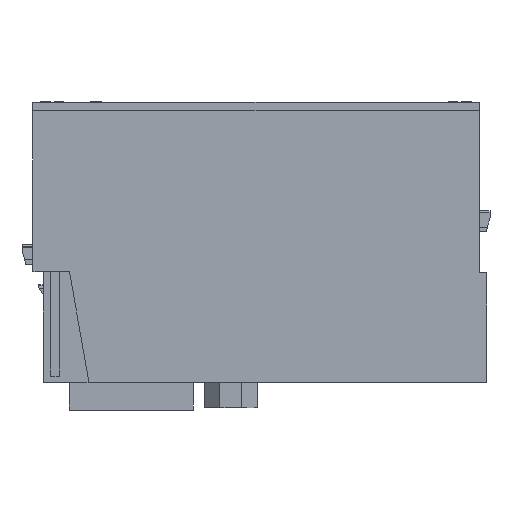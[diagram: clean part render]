
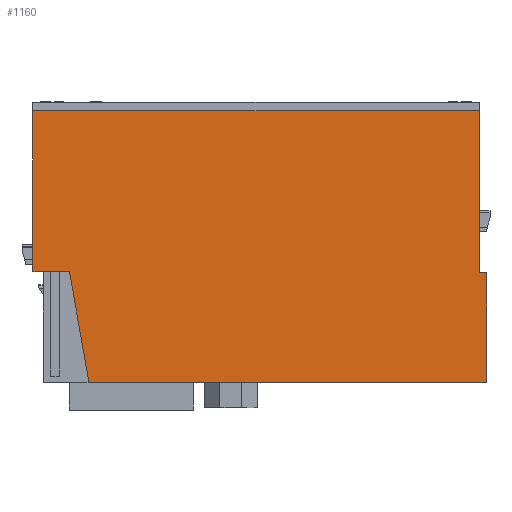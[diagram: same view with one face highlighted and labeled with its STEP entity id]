
A CAD part, left-side view. The second image highlights one B-rep face of the part: STEP entity #1160.
In plain terms, the highlighted face is planar.
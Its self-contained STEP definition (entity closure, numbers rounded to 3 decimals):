
#1160=ADVANCED_FACE('',(#2476),#1857,.F.);
#1857=PLANE('',#13237);
#2476=FACE_OUTER_BOUND('',#3151,.T.);
#3151=EDGE_LOOP('',(#4697,#4698,#4699,#4700,#4701,#4702,#4703,#4704));
#4697=ORIENTED_EDGE('',*,*,#8769,.F.);
#4698=ORIENTED_EDGE('',*,*,#8770,.T.);
#4699=ORIENTED_EDGE('',*,*,#8595,.F.);
#4700=ORIENTED_EDGE('',*,*,#8768,.F.);
#4701=ORIENTED_EDGE('',*,*,#8766,.F.);
#4702=ORIENTED_EDGE('',*,*,#8650,.F.);
#4703=ORIENTED_EDGE('',*,*,#8721,.F.);
#4704=ORIENTED_EDGE('',*,*,#8730,.F.);
#7338=VERTEX_POINT('',#17443);
#7339=VERTEX_POINT('',#17445);
#7390=VERTEX_POINT('',#17585);
#7391=VERTEX_POINT('',#17587);
#7445=VERTEX_POINT('',#17750);
#7451=VERTEX_POINT('',#17765);
#7480=VERTEX_POINT('',#17890);
#7481=VERTEX_POINT('',#17898);
#8595=EDGE_CURVE('',#7338,#7339,#10284,.T.);
#8650=EDGE_CURVE('',#7390,#7391,#10333,.T.);
#8721=EDGE_CURVE('',#7445,#7390,#10396,.T.);
#8730=EDGE_CURVE('',#7451,#7445,#10405,.T.);
#8766=EDGE_CURVE('',#7391,#7480,#10433,.T.);
#8768=EDGE_CURVE('',#7480,#7338,#10435,.T.);
#8769=EDGE_CURVE('',#7481,#7451,#10436,.T.);
#8770=EDGE_CURVE('',#7481,#7339,#10437,.T.);
#10284=LINE('',#17444,#11822);
#10333=LINE('',#17586,#11871);
#10396=LINE('',#17749,#11934);
#10405=LINE('',#17766,#11943);
#10433=LINE('',#17892,#11971);
#10435=LINE('',#17895,#11973);
#10436=LINE('',#17897,#11974);
#10437=LINE('',#17899,#11975);
#11822=VECTOR('',#14448,1.);
#11871=VECTOR('',#14507,1.);
#11934=VECTOR('',#14602,1.);
#11943=VECTOR('',#14613,1.);
#11971=VECTOR('',#14653,1.);
#11973=VECTOR('',#14657,1.);
#11974=VECTOR('',#14660,1.);
#11975=VECTOR('',#14661,1.);
#13237=AXIS2_PLACEMENT_3D('',#17900,#14662,#14663);
#14448=DIRECTION('',(0.,-1.,0.));
#14507=DIRECTION('',(0.,0.,-1.));
#14602=DIRECTION('',(0.,1.,0.));
#14613=DIRECTION('',(0.,0.,1.));
#14653=DIRECTION('',(0.,1.,0.));
#14657=DIRECTION('',(0.,0.,-1.));
#14660=DIRECTION('',(0.,-1.,0.));
#14661=DIRECTION('',(0.,0.174,-0.985));
#14662=DIRECTION('',(-1.,0.,0.));
#14663=DIRECTION('',(0.,0.,1.));
#17443=CARTESIAN_POINT('',(15.,82.6,0.));
#17444=CARTESIAN_POINT('',(15.,82.6,0.));
#17445=CARTESIAN_POINT('',(15.,10.2,0.));
#17585=CARTESIAN_POINT('',(15.,81.2,49.5));
#17586=CARTESIAN_POINT('',(15.,81.2,49.5));
#17587=CARTESIAN_POINT('',(15.,81.2,20.));
#17749=CARTESIAN_POINT('',(15.,0.,49.5));
#17750=CARTESIAN_POINT('',(15.,0.,49.5));
#17765=CARTESIAN_POINT('',(15.,0.,20.2));
#17766=CARTESIAN_POINT('',(15.,0.,20.2));
#17890=CARTESIAN_POINT('',(15.,82.6,20.));
#17892=CARTESIAN_POINT('',(15.,81.2,20.));
#17895=CARTESIAN_POINT('',(15.,82.6,20.));
#17897=CARTESIAN_POINT('',(15.,1.9,20.2));
#17898=CARTESIAN_POINT('',(15.,6.638,20.2));
#17899=CARTESIAN_POINT('',(15.,6.638,20.2));
#17900=CARTESIAN_POINT('',(15.,1.9,0.));
